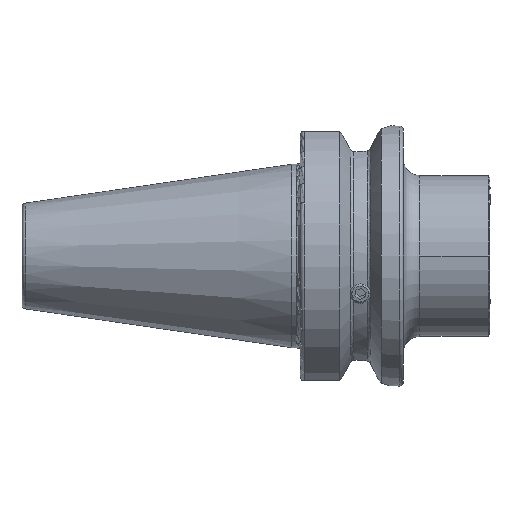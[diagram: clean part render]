
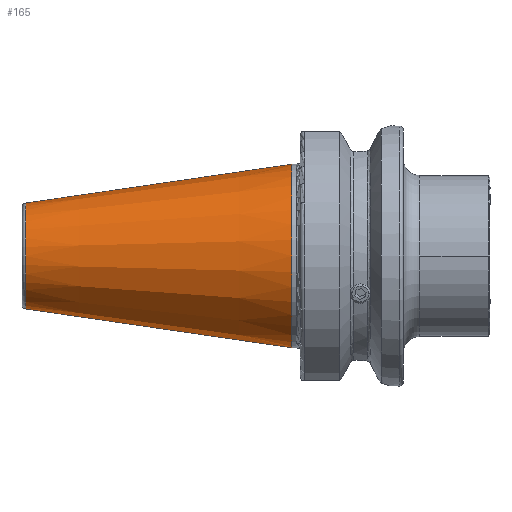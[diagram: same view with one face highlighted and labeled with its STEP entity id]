
A CAD part, front view. The second image highlights one B-rep face of the part: STEP entity #165.
In plain terms, the highlighted conical face has half-angle 8.297 degrees and reference radius 22.225 mm.
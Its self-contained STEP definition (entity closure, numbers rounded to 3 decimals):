
#162 = CARTESIAN_POINT ( 'NONE',  ( 0., 0., -22.225 ) ) ;
#165 = ADVANCED_FACE ( 'NONE', ( #6245 ), #2963, .T. ) ;
#239 = CARTESIAN_POINT ( 'NONE',  ( 0., 0., 0. ) ) ;
#411 = AXIS2_PLACEMENT_3D ( 'NONE', #239, #2599, #5740 ) ;
#574 = CARTESIAN_POINT ( 'NONE',  ( -64.544, 0., 12.812 ) ) ;
#769 = EDGE_CURVE ( 'NONE', #2602, #6129, #3408, .T. ) ;
#907 = LINE ( 'NONE', #1699, #1267 ) ;
#1267 = VECTOR ( 'NONE', #6668, 1000. ) ;
#1684 = CARTESIAN_POINT ( 'NONE',  ( -64.544, 0., 0. ) ) ;
#1699 = CARTESIAN_POINT ( 'NONE',  ( 0., 0., 22.225 ) ) ;
#2004 = ORIENTED_EDGE ( 'NONE', *, *, #6031, .F. ) ;
#2114 = EDGE_CURVE ( 'NONE', #2157, #3935, #2293, .T. ) ;
#2157 = VERTEX_POINT ( 'NONE', #5623 ) ;
#2167 = CARTESIAN_POINT ( 'NONE',  ( 0., 0., 0. ) ) ;
#2293 = CIRCLE ( 'NONE', #6275, 12.812 ) ;
#2391 = EDGE_CURVE ( 'NONE', #2157, #2602, #7147, .T. ) ;
#2573 = EDGE_LOOP ( 'NONE', ( #2004, #4239, #3750, #4472 ) ) ;
#2599 = DIRECTION ( 'NONE',  ( -1., 0., 0. ) ) ;
#2602 = VERTEX_POINT ( 'NONE', #6463 ) ;
#2963 = CONICAL_SURFACE ( 'NONE', #5570, 22.225, 0.145 ) ;
#3408 = CIRCLE ( 'NONE', #411, 22.225 ) ;
#3522 = DIRECTION ( 'NONE',  ( -1., 0., 0. ) ) ;
#3750 = ORIENTED_EDGE ( 'NONE', *, *, #2391, .T. ) ;
#3757 = DIRECTION ( 'NONE',  ( 0., 0., 1. ) ) ;
#3935 = VERTEX_POINT ( 'NONE', #574 ) ;
#4239 = ORIENTED_EDGE ( 'NONE', *, *, #2114, .F. ) ;
#4472 = ORIENTED_EDGE ( 'NONE', *, *, #769, .T. ) ;
#4553 = CARTESIAN_POINT ( 'NONE',  ( 0., 0., 22.225 ) ) ;
#5193 = DIRECTION ( 'NONE',  ( 0.99, 0., -0.144 ) ) ;
#5309 = VECTOR ( 'NONE', #5193, 1000. ) ;
#5570 = AXIS2_PLACEMENT_3D ( 'NONE', #2167, #7166, #6028 ) ;
#5623 = CARTESIAN_POINT ( 'NONE',  ( -64.544, 0., -12.812 ) ) ;
#5740 = DIRECTION ( 'NONE',  ( 0., 0., 1. ) ) ;
#6028 = DIRECTION ( 'NONE',  ( 0., 0., -1. ) ) ;
#6031 = EDGE_CURVE ( 'NONE', #3935, #6129, #907, .T. ) ;
#6129 = VERTEX_POINT ( 'NONE', #4553 ) ;
#6245 = FACE_OUTER_BOUND ( 'NONE', #2573, .T. ) ;
#6275 = AXIS2_PLACEMENT_3D ( 'NONE', #1684, #3522, #3757 ) ;
#6463 = CARTESIAN_POINT ( 'NONE',  ( 0., 0., -22.225 ) ) ;
#6668 = DIRECTION ( 'NONE',  ( 0.99, 0., 0.144 ) ) ;
#7147 = LINE ( 'NONE', #162, #5309 ) ;
#7166 = DIRECTION ( 'NONE',  ( 1., 0., 0. ) ) ;
